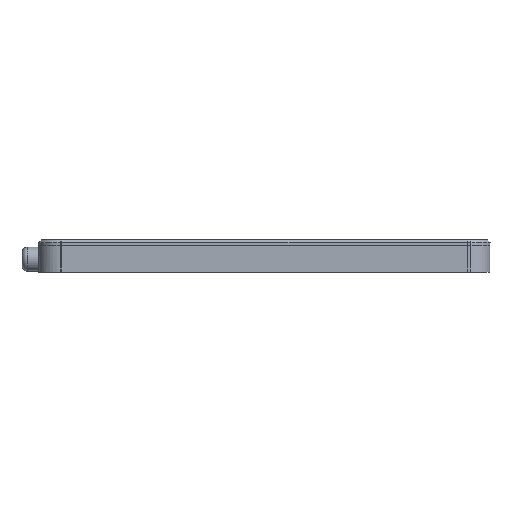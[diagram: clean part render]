
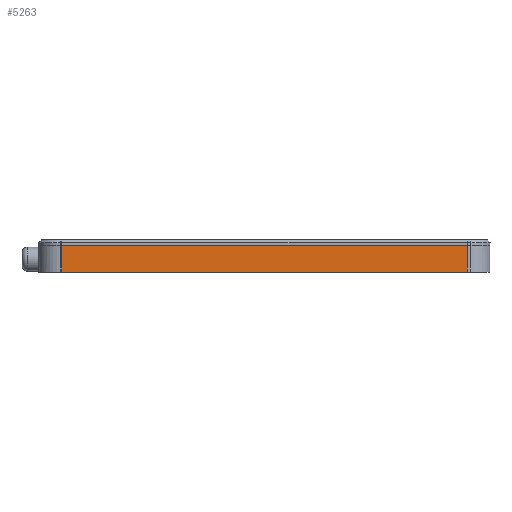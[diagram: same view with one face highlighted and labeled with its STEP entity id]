
A CAD part, front view. The second image highlights one B-rep face of the part: STEP entity #5263.
In plain terms, the highlighted planar face has unit normal (0.001, -1, 0).
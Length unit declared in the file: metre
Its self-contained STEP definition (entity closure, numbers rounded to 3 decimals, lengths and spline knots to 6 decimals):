
#1478=ORIENTED_EDGE('',*,*,#1957,.T.);
#1479=ORIENTED_EDGE('',*,*,#2353,.F.);
#1480=ORIENTED_EDGE('',*,*,#2354,.F.);
#1481=ORIENTED_EDGE('',*,*,#2355,.T.);
#1957=EDGE_CURVE('',#2701,#2700,#3119,.T.);
#2353=EDGE_CURVE('',#2850,#2700,#3462,.T.);
#2354=EDGE_CURVE('',#2851,#2850,#3463,.T.);
#2355=EDGE_CURVE('',#2851,#2701,#3464,.T.);
#2700=VERTEX_POINT('',#7714);
#2701=VERTEX_POINT('',#7716);
#2850=VERTEX_POINT('',#8508);
#2851=VERTEX_POINT('',#8512);
#3119=LINE('',#7715,#3742);
#3462=LINE('',#8509,#4085);
#3463=LINE('',#8511,#4086);
#3464=LINE('',#8513,#4087);
#3742=VECTOR('',#6058,1.);
#4085=VECTOR('',#6971,1.);
#4086=VECTOR('',#6974,1.);
#4087=VECTOR('',#6975,1.);
#4409=EDGE_LOOP('',(#1478,#1479,#1480,#1481));
#4743=FACE_BOUND('',#4409,.T.);
#4999=PLANE('',#5654);
#5263=ADVANCED_FACE('',(#4743),#4999,.F.);
#5654=AXIS2_PLACEMENT_3D('',#8510,#6972,#6973);
#6058=DIRECTION('',(-1.,-0.001,0.));
#6971=DIRECTION('',(0.,0.,1.));
#6972=DIRECTION('',(-0.001,1.,0.));
#6973=DIRECTION('',(-1.,-0.001,0.));
#6974=DIRECTION('',(-1.,-0.001,0.));
#6975=DIRECTION('',(0.,0.,1.));
#7714=CARTESIAN_POINT('',(-0.057238,-0.046614,0.));
#7715=CARTESIAN_POINT('',(0.000237,-0.046569,0.));
#7716=CARTESIAN_POINT('',(0.057712,-0.046524,0.));
#8508=CARTESIAN_POINT('',(-0.057238,-0.046614,-0.0075));
#8509=CARTESIAN_POINT('',(-0.057238,-0.046614,-0.0075));
#8510=CARTESIAN_POINT('',(0.000237,-0.046569,-0.0075));
#8511=CARTESIAN_POINT('',(0.000237,-0.046569,-0.0075));
#8512=CARTESIAN_POINT('',(0.057712,-0.046524,-0.0075));
#8513=CARTESIAN_POINT('',(0.057712,-0.046524,-0.0075));
